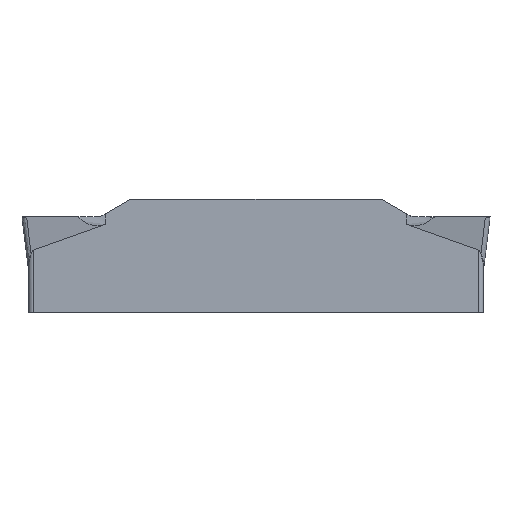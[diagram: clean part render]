
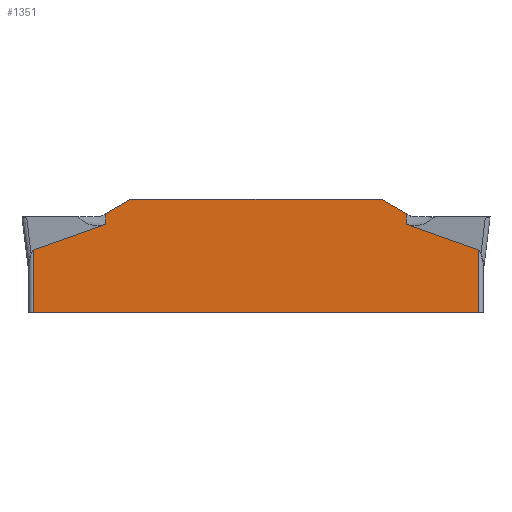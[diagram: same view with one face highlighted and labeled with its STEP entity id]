
A CAD part, left-side view. The second image highlights one B-rep face of the part: STEP entity #1351.
In plain terms, the highlighted planar face has unit normal (-1, 0, 0).
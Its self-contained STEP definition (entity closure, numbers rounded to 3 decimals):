
#104=DIRECTION('',(0.,1.,0.));
#105=VECTOR('',#104,20.);
#106=CARTESIAN_POINT('',(-1.,0.5,-4.3));
#107=LINE('',#106,#105);
#111=DIRECTION('',(0.,-0.866,0.5));
#112=VECTOR('',#111,1.311);
#113=CARTESIAN_POINT('',(-1.,17.249,0.145));
#114=LINE('',#113,#112);
#118=DIRECTION('',(0.,-1.,0.));
#119=VECTOR('',#118,11.229);
#120=CARTESIAN_POINT('',(-1.,16.114,0.8));
#121=LINE('',#120,#119);
#125=DIRECTION('',(0.,-0.866,-0.5));
#126=VECTOR('',#125,1.311);
#127=CARTESIAN_POINT('',(-1.,4.886,0.8));
#128=LINE('',#127,#126);
#132=DIRECTION('',(0.,-0.942,-0.335));
#133=VECTOR('',#132,3.45);
#134=CARTESIAN_POINT('',(-1.,3.751,
-0.327));
#135=LINE('',#134,#133);
#139=DIRECTION('',(0.,0.,-1.));
#140=VECTOR('',#139,2.818);
#141=CARTESIAN_POINT('',(-1.,20.5,-1.482));
#142=LINE('',#141,#140);
#175=DIRECTION('',(0.,0.942,-0.335));
#176=VECTOR('',#175,3.45);
#177=CARTESIAN_POINT('',(-1.,17.249,-0.327));
#178=LINE('',#177,#176);
#596=DIRECTION('',(0.,0.,-1.));
#597=VECTOR('',#596,0.472);
#598=CARTESIAN_POINT('',(-1.,17.249,0.145));
#599=LINE('',#598,#597);
#971=DIRECTION('',(0.,0.,1.));
#972=VECTOR('',#971,2.818);
#973=CARTESIAN_POINT('',(-1.,0.5,-4.3));
#974=LINE('',#973,#972);
#1047=DIRECTION('',(0.,0.,1.));
#1048=VECTOR('',#1047,0.472);
#1049=CARTESIAN_POINT('',(-1.,3.751,
-0.327));
#1050=LINE('',#1049,#1048);
#1106=CARTESIAN_POINT('',(-1.,20.5,-4.3));
#1107=VERTEX_POINT('',#1106);
#1108=CARTESIAN_POINT('',(-1.,0.5,-4.3));
#1109=VERTEX_POINT('',#1108);
#1130=CARTESIAN_POINT('',(-1.,16.114,0.8));
#1131=CARTESIAN_POINT('',(-1.,4.886,0.8));
#1132=VERTEX_POINT('',#1130);
#1133=VERTEX_POINT('',#1131);
#1134=CARTESIAN_POINT('',(-1.,20.5,-1.482));
#1135=VERTEX_POINT('',#1134);
#1136=CARTESIAN_POINT('',(-1.,17.249,-0.327));
#1137=VERTEX_POINT('',#1136);
#1138=CARTESIAN_POINT('',(-1.,17.249,0.145));
#1139=VERTEX_POINT('',#1138);
#1140=CARTESIAN_POINT('',(-1.,3.751,0.145));
#1141=VERTEX_POINT('',#1140);
#1142=CARTESIAN_POINT('',(-1.,3.751,
-0.327));
#1143=VERTEX_POINT('',#1142);
#1144=CARTESIAN_POINT('',(-1.,0.5,-1.482));
#1145=VERTEX_POINT('',#1144);
#1326=CARTESIAN_POINT('',(-1.,10.5,-4.3));
#1327=DIRECTION('',(-1.,0.,0.));
#1328=DIRECTION('',(0.,-1.,0.));
#1329=AXIS2_PLACEMENT_3D('',#1326,#1327,#1328);
#1330=PLANE('',#1329);
#1331=ORIENTED_EDGE('',*,*,#1237,.T.);
#1333=ORIENTED_EDGE('',*,*,#1332,.F.);
#1335=ORIENTED_EDGE('',*,*,#1334,.F.);
#1337=ORIENTED_EDGE('',*,*,#1336,.F.);
#1339=ORIENTED_EDGE('',*,*,#1338,.T.);
#1340=ORIENTED_EDGE('',*,*,#1304,.T.);
#1342=ORIENTED_EDGE('',*,*,#1341,.T.);
#1344=ORIENTED_EDGE('',*,*,#1343,.F.);
#1346=ORIENTED_EDGE('',*,*,#1345,.T.);
#1348=ORIENTED_EDGE('',*,*,#1347,.F.);
#1349=EDGE_LOOP('',(#1331,#1333,#1335,#1337,#1339,#1340,#1342,#1344,#1346,
#1348));
#1350=FACE_OUTER_BOUND('',#1349,.F.);
#1237=EDGE_CURVE('',#1109,#1107,#107,.T.);
#1304=EDGE_CURVE('',#1132,#1133,#121,.T.);
#1332=EDGE_CURVE('',#1135,#1107,#142,.T.);
#1334=EDGE_CURVE('',#1137,#1135,#178,.T.);
#1336=EDGE_CURVE('',#1139,#1137,#599,.T.);
#1338=EDGE_CURVE('',#1139,#1132,#114,.T.);
#1341=EDGE_CURVE('',#1133,#1141,#128,.T.);
#1343=EDGE_CURVE('',#1143,#1141,#1050,.T.);
#1345=EDGE_CURVE('',#1143,#1145,#135,.T.);
#1347=EDGE_CURVE('',#1109,#1145,#974,.T.);
#1351=ADVANCED_FACE('',(#1350),#1330,.T.);
